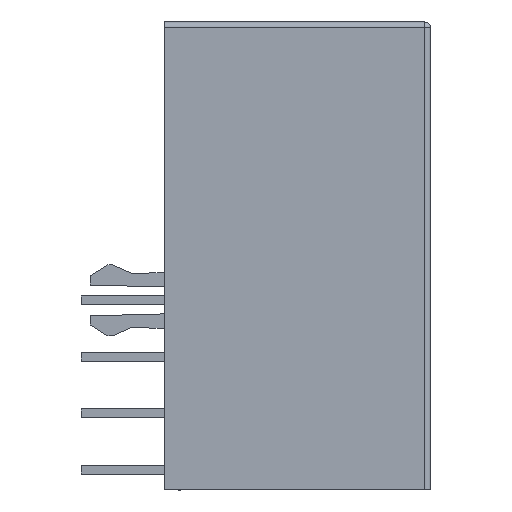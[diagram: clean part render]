
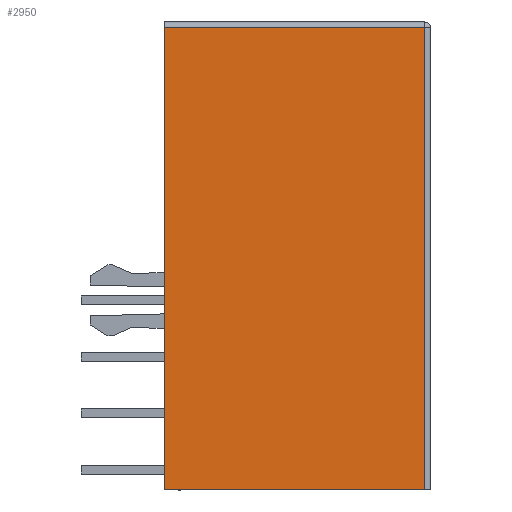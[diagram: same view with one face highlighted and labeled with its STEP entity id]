
A CAD part, left-side view. The second image highlights one B-rep face of the part: STEP entity #2950.
In plain terms, the highlighted planar face has unit normal (-1, 0, 0).
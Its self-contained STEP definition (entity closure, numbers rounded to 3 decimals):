
#2620 = VERTEX_POINT ( 'NONE', #10681 ) ;
#2621 = VERTEX_POINT ( 'NONE', #10680 ) ;
#2679 = EDGE_CURVE ( 'NONE', #2620, #2621, #10840, .T. ) ;
#2760 = VERTEX_POINT ( 'NONE', #10954 ) ;
#2762 = EDGE_CURVE ( 'NONE', #2620, #2760, #10953, .T. ) ;
#2865 = EDGE_CURVE ( 'NONE', #2760, #2915, #11107, .T. ) ;
#2915 = VERTEX_POINT ( 'NONE', #11220 ) ;
#2917 = ORIENTED_EDGE ( 'NONE', *, *, #2918, .T. ) ;
#2918 = EDGE_CURVE ( 'NONE', #2915, #2621, #11219, .T. ) ;
#2920 = ORIENTED_EDGE ( 'NONE', *, *, #2679, .F. ) ;
#2921 = ORIENTED_EDGE ( 'NONE', *, *, #2762, .T. ) ;
#2950 = ADVANCED_FACE ( 'NONE', ( #11292 ), #11291, .T. ) ;
#2951 = EDGE_LOOP ( 'NONE', ( #2955, #2917, #2920, #2921 ) ) ;
#2955 = ORIENTED_EDGE ( 'NONE', *, *, #2865, .T. ) ;
#10680 = CARTESIAN_POINT ( 'NONE',  ( -22.175, 5., -0.2 ) ) ;
#10681 = CARTESIAN_POINT ( 'NONE',  ( -22.175, 5., -15.8 ) ) ;
#10837 = DIRECTION ( 'NONE',  ( 0., 0., 1. ) ) ;
#10838 = VECTOR ( 'NONE', #10837, 1000. ) ;
#10839 = CARTESIAN_POINT ( 'NONE',  ( -22.175, 5., -15.8 ) ) ;
#10840 = LINE ( 'NONE', #10839, #10838 ) ;
#10950 = DIRECTION ( 'NONE',  ( 0., -1., 0. ) ) ;
#10951 = VECTOR ( 'NONE', #10950, 1000. ) ;
#10952 = CARTESIAN_POINT ( 'NONE',  ( -22.175, 5., -15.8 ) ) ;
#10953 = LINE ( 'NONE', #10952, #10951 ) ;
#10954 = CARTESIAN_POINT ( 'NONE',  ( -22.175, -3.8, -15.8 ) ) ;
#11104 = DIRECTION ( 'NONE',  ( 0., 0., 1. ) ) ;
#11105 = VECTOR ( 'NONE', #11104, 1000. ) ;
#11106 = CARTESIAN_POINT ( 'NONE',  ( -22.175, -3.8, -15.8 ) ) ;
#11107 = LINE ( 'NONE', #11106, #11105 ) ;
#11216 = DIRECTION ( 'NONE',  ( 0., 1., 0. ) ) ;
#11217 = VECTOR ( 'NONE', #11216, 1000. ) ;
#11218 = CARTESIAN_POINT ( 'NONE',  ( -22.175, 5., -0.2 ) ) ;
#11219 = LINE ( 'NONE', #11218, #11217 ) ;
#11220 = CARTESIAN_POINT ( 'NONE',  ( -22.175, -3.8, -0.2 ) ) ;
#11287 = DIRECTION ( 'NONE',  ( 0., 0., 1. ) ) ;
#11288 = DIRECTION ( 'NONE',  ( -1., 0., 0. ) ) ;
#11289 = CARTESIAN_POINT ( 'NONE',  ( -22.175, 5., -15.8 ) ) ;
#11290 = AXIS2_PLACEMENT_3D ( 'NONE', #11289, #11288, #11287 ) ;
#11291 = PLANE ( 'NONE',  #11290 ) ;
#11292 = FACE_OUTER_BOUND ( 'NONE', #2951, .T. ) ;
